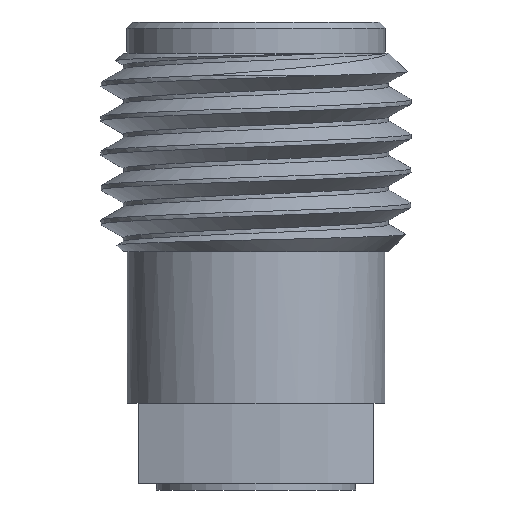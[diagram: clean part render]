
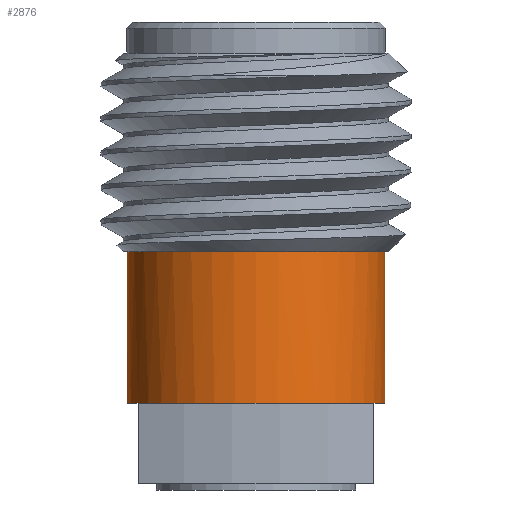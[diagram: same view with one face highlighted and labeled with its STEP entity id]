
A CAD part, front view. The second image highlights one B-rep face of the part: STEP entity #2876.
In plain terms, the highlighted cylindrical face has radius 2.65 mm (diameter 5.3 mm), a full revolution.
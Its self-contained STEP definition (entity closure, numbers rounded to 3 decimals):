
#99 = DIRECTION ( 'NONE',  ( 0., -1., 0. ) ) ;
#118 = CIRCLE ( 'NONE', #790, 2.65 ) ;
#132 = EDGE_LOOP ( 'NONE', ( #2302 ) ) ;
#388 = CARTESIAN_POINT ( 'NONE',  ( 0., 0., 7.8 ) ) ;
#435 = DIRECTION ( 'NONE',  ( 0., -1., 0. ) ) ;
#449 = CARTESIAN_POINT ( 'NONE',  ( 0., 0., 0. ) ) ;
#481 = DIRECTION ( 'NONE',  ( 0., 0., 1. ) ) ;
#658 = DIRECTION ( 'NONE',  ( 0., 0., 1. ) ) ;
#669 = CARTESIAN_POINT ( 'NONE',  ( -2.415, -1.091, 0. ) ) ;
#728 = CARTESIAN_POINT ( 'NONE',  ( 2.415, 1.091, 0. ) ) ;
#790 = AXIS2_PLACEMENT_3D ( 'NONE', #449, #658, #435 ) ;
#852 = FACE_OUTER_BOUND ( 'NONE', #1729, .T. ) ;
#904 = CIRCLE ( 'NONE', #1969, 2.65 ) ;
#917 = EDGE_CURVE ( 'NONE', #2509, #2224, #118, .T. ) ;
#942 = AXIS2_PLACEMENT_3D ( 'NONE', #2582, #2832, #1411 ) ;
#1027 = AXIS2_PLACEMENT_3D ( 'NONE', #2204, #2378, #99 ) ;
#1095 = CARTESIAN_POINT ( 'NONE',  ( 0., -2.65, 3.101 ) ) ;
#1154 = CARTESIAN_POINT ( 'NONE',  ( 0., 0., 0. ) ) ;
#1263 = ORIENTED_EDGE ( 'NONE', *, *, #917, .T. ) ;
#1295 = DIRECTION ( 'NONE',  ( 0., 0., 1. ) ) ;
#1313 = EDGE_CURVE ( 'NONE', #2727, #2727, #2548, .T. ) ;
#1403 = DIRECTION ( 'NONE',  ( 0., -1., 0. ) ) ;
#1411 = DIRECTION ( 'NONE',  ( 0., -1., 0. ) ) ;
#1511 = AXIS2_PLACEMENT_3D ( 'NONE', #2499, #1887, #2811 ) ;
#1526 = FACE_OUTER_BOUND ( 'NONE', #132, .T. ) ;
#1729 = EDGE_LOOP ( 'NONE', ( #1263, #2197, #2645, #2913 ) ) ;
#1887 = DIRECTION ( 'NONE',  ( 0., 0., 1. ) ) ;
#1968 = DIRECTION ( 'NONE',  ( 0., -1., 0. ) ) ;
#1969 = AXIS2_PLACEMENT_3D ( 'NONE', #1154, #481, #1403 ) ;
#2146 = EDGE_CURVE ( 'NONE', #2224, #2554, #2359, .T. ) ;
#2197 = ORIENTED_EDGE ( 'NONE', *, *, #2146, .T. ) ;
#2204 = CARTESIAN_POINT ( 'NONE',  ( 0., 0., 3.101 ) ) ;
#2224 = VERTEX_POINT ( 'NONE', #728 ) ;
#2256 = CIRCLE ( 'NONE', #1511, 2.65 ) ;
#2302 = ORIENTED_EDGE ( 'NONE', *, *, #1313, .F. ) ;
#2339 = CARTESIAN_POINT ( 'NONE',  ( 2.415, -1.091, 0. ) ) ;
#2359 = CIRCLE ( 'NONE', #942, 2.65 ) ;
#2378 = DIRECTION ( 'NONE',  ( 0., 0., 1. ) ) ;
#2416 = EDGE_CURVE ( 'NONE', #2583, #2509, #2256, .T. ) ;
#2499 = CARTESIAN_POINT ( 'NONE',  ( 0., 0., 0. ) ) ;
#2505 = EDGE_CURVE ( 'NONE', #2554, #2583, #904, .T. ) ;
#2509 = VERTEX_POINT ( 'NONE', #2339 ) ;
#2548 = CIRCLE ( 'NONE', #1027, 2.65 ) ;
#2554 = VERTEX_POINT ( 'NONE', #2600 ) ;
#2582 = CARTESIAN_POINT ( 'NONE',  ( 0., 0., 0. ) ) ;
#2583 = VERTEX_POINT ( 'NONE', #669 ) ;
#2600 = CARTESIAN_POINT ( 'NONE',  ( -2.415, 1.091, 0. ) ) ;
#2645 = ORIENTED_EDGE ( 'NONE', *, *, #2505, .T. ) ;
#2704 = AXIS2_PLACEMENT_3D ( 'NONE', #388, #1295, #1968 ) ;
#2721 = CYLINDRICAL_SURFACE ( 'NONE', #2704, 2.65 ) ;
#2727 = VERTEX_POINT ( 'NONE', #1095 ) ;
#2811 = DIRECTION ( 'NONE',  ( 0., -1., 0. ) ) ;
#2832 = DIRECTION ( 'NONE',  ( 0., 0., 1. ) ) ;
#2876 = ADVANCED_FACE ( 'NONE', ( #1526, #852 ), #2721, .T. ) ;
#2913 = ORIENTED_EDGE ( 'NONE', *, *, #2416, .T. ) ;
